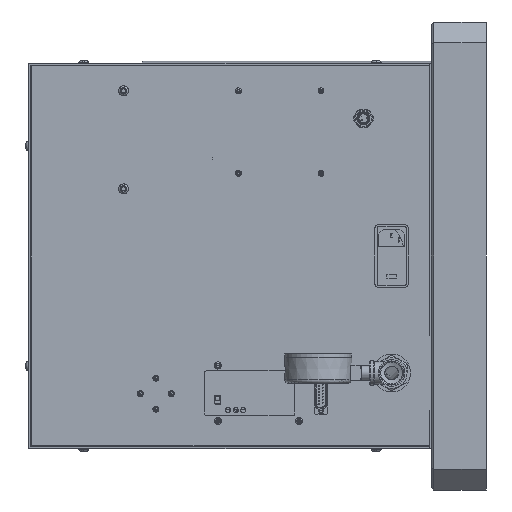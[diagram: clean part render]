
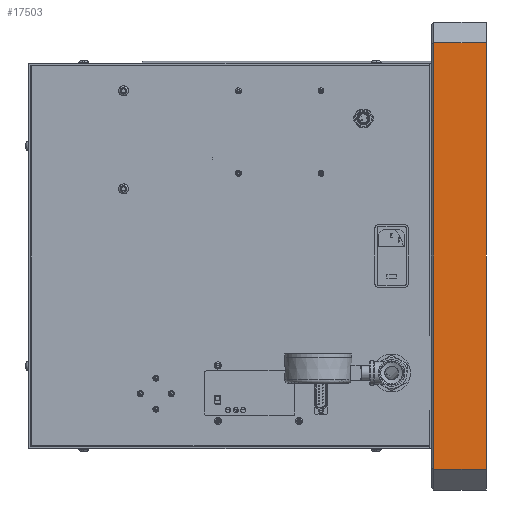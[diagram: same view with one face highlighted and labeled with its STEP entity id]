
A CAD part, left-side view. The second image highlights one B-rep face of the part: STEP entity #17503.
In plain terms, the highlighted planar face has unit normal (-1, 0, 0).
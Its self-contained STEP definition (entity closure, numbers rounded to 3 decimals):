
#2013 = EDGE_LOOP ( 'NONE', ( #26219, #20907, #14510, #28311 ) ) ;
#2678 = CARTESIAN_POINT ( 'NONE',  ( 0., 0., 215.9 ) ) ;
#5113 = LINE ( 'NONE', #24110, #17916 ) ;
#5392 = LINE ( 'NONE', #2678, #13286 ) ;
#5568 = DIRECTION ( 'NONE',  ( 0., 0., 1. ) ) ;
#7089 = DIRECTION ( 'NONE',  ( 1., 0., 0. ) ) ;
#7996 = DIRECTION ( 'NONE',  ( 0., 1., 0. ) ) ;
#9013 = LINE ( 'NONE', #14998, #10138 ) ;
#9185 = DIRECTION ( 'NONE',  ( 0., -1., 0. ) ) ;
#10138 = VECTOR ( 'NONE', #9185, 1000. ) ;
#12704 = PLANE ( 'NONE',  #17376 ) ;
#13286 = VECTOR ( 'NONE', #5568, 1000. ) ;
#13587 = CARTESIAN_POINT ( 'NONE',  ( 0., 0., -196.85 ) ) ;
#14510 = ORIENTED_EDGE ( 'NONE', *, *, #26464, .T. ) ;
#14562 = VERTEX_POINT ( 'NONE', #26018 ) ;
#14998 = CARTESIAN_POINT ( 'NONE',  ( 0., 50.8, -196.85 ) ) ;
#15687 = VECTOR ( 'NONE', #35786, 1000. ) ;
#17376 = AXIS2_PLACEMENT_3D ( 'NONE', #29335, #7089, #26095 ) ;
#17503 = ADVANCED_FACE ( 'NONE', ( #25918 ), #12704, .F. ) ;
#17916 = VECTOR ( 'NONE', #7996, 1000. ) ;
#18204 = EDGE_CURVE ( 'NONE', #19655, #28772, #5392, .T. ) ;
#18652 = EDGE_CURVE ( 'NONE', #28772, #19037, #5113, .T. ) ;
#19037 = VERTEX_POINT ( 'NONE', #26327 ) ;
#19655 = VERTEX_POINT ( 'NONE', #13587 ) ;
#20907 = ORIENTED_EDGE ( 'NONE', *, *, #27840, .T. ) ;
#24110 = CARTESIAN_POINT ( 'NONE',  ( 0., 50.8, 196.85 ) ) ;
#25918 = FACE_OUTER_BOUND ( 'NONE', #2013, .T. ) ;
#26018 = CARTESIAN_POINT ( 'NONE',  ( 0., 48.419, -196.85 ) ) ;
#26095 = DIRECTION ( 'NONE',  ( 0., 0., -1. ) ) ;
#26219 = ORIENTED_EDGE ( 'NONE', *, *, #18652, .T. ) ;
#26327 = CARTESIAN_POINT ( 'NONE',  ( 0., 48.419, 196.85 ) ) ;
#26464 = EDGE_CURVE ( 'NONE', #14562, #19655, #9013, .T. ) ;
#27840 = EDGE_CURVE ( 'NONE', #19037, #14562, #35604, .T. ) ;
#28311 = ORIENTED_EDGE ( 'NONE', *, *, #18204, .T. ) ;
#28772 = VERTEX_POINT ( 'NONE', #34437 ) ;
#29335 = CARTESIAN_POINT ( 'NONE',  ( 0., 50.8, 215.9 ) ) ;
#32721 = CARTESIAN_POINT ( 'NONE',  ( 0., 48.419, 215.9 ) ) ;
#34437 = CARTESIAN_POINT ( 'NONE',  ( 0., 0., 196.85 ) ) ;
#35604 = LINE ( 'NONE', #32721, #15687 ) ;
#35786 = DIRECTION ( 'NONE',  ( 0., 0., -1. ) ) ;
